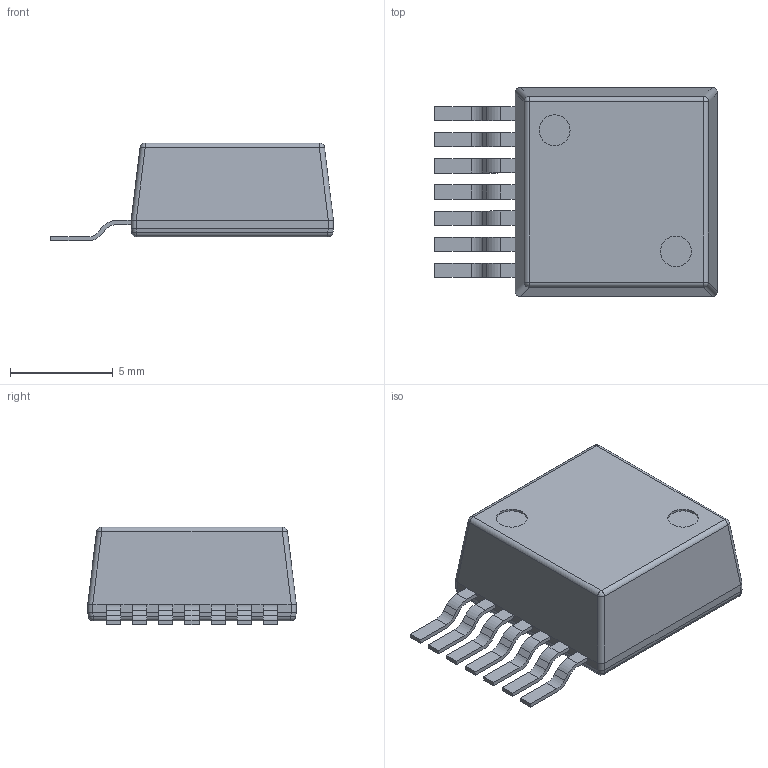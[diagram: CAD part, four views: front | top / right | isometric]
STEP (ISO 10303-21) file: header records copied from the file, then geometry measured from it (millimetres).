
FILE_DESCRIPTION(/* description */ ('Unknown'),/* implementation_level */ '2;1');
FILE_NAME(/* name */ 'U_Wurth_MagIC-VDRM-TO263-7EP',/* time_stamp */ '2024-10-30T11:05:11+08:00',/* author */ ('Unknown'),/* organization */ ('Unknown'),/* preprocessor_version */ 'ST-DEVELOPER v16.7',/* originating_system */ 'Solid Edge',/* authorisation */ 'Unknown');
FILE_SCHEMA (('AUTOMOTIVE_DESIGN {1 0 10303 214 3 1 1}'));
Length unit declared in the file: millimetre
Products named in the file (2): U_Wurth_MagIC-VDRM-TO263-7EP
Assembly tree (1 placements, depth 2):
  U_Wurth_MagIC-VDRM-TO263-7EP
    U_Wurth_MagIC-VDRM-TO263-7EP
Bounding box: 13.77 x 10.16 x 4.77 mm (x, y, z)
Volume: 425.8 mm3; surface area: 402.6 mm2
Topology: 1 solids, 1 shells, 137 faces, 363 edges, 230 vertices
Faces by surface type: plane 79, cylinder 50, sphere 8
Full cylindrical faces by diameter (mm): 1.5 x2
Entity records: 5192 total; most frequent: DIRECTION 745, CARTESIAN_POINT 726, ORIENTED_EDGE 718, EDGE_CURVE 359, LINE 251, VECTOR 251, AXIS2_PLACEMENT_3D 247, VERTEX_POINT 228
